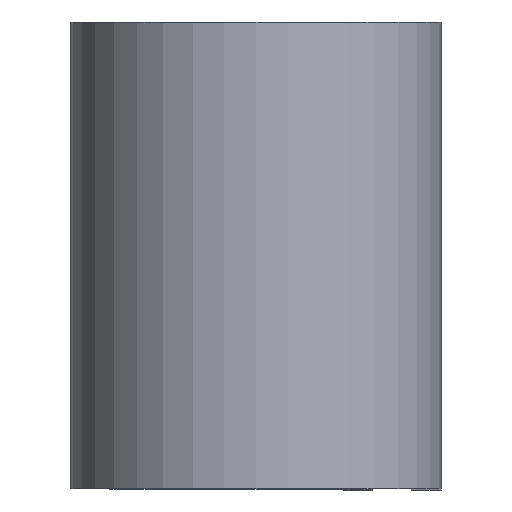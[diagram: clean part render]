
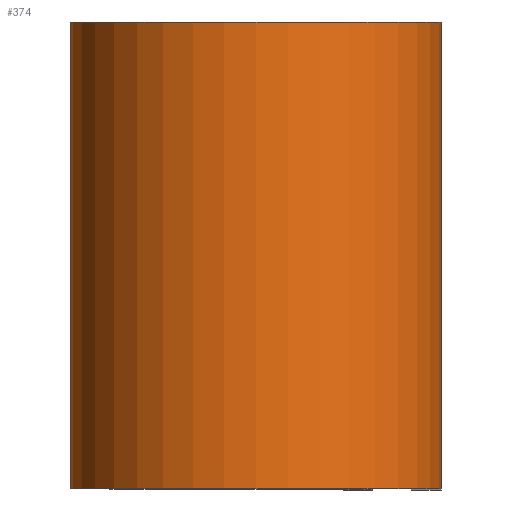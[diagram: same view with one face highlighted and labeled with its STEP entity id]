
A CAD part, top view. The second image highlights one B-rep face of the part: STEP entity #374.
In plain terms, the highlighted cylindrical face has radius 7.569 mm (diameter 15.138 mm), a partial arc.
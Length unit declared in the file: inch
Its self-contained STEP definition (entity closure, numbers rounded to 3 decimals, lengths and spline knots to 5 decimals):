
#4 = EDGE_CURVE ( 'NONE', #529, #66, #418, .T. ) ;
#24 = CARTESIAN_POINT ( 'NONE',  ( 0., 0.375, -0.298 ) ) ;
#32 = EDGE_CURVE ( 'NONE', #529, #544, #383, .T. ) ;
#33 = AXIS2_PLACEMENT_3D ( 'NONE', #549, #95, #62 ) ;
#61 = DIRECTION ( 'NONE',  ( 0., -1., 0. ) ) ;
#62 = DIRECTION ( 'NONE',  ( 0., 0., -1. ) ) ;
#66 = VERTEX_POINT ( 'NONE', #494 ) ;
#78 = LINE ( 'NONE', #589, #597 ) ;
#92 = CARTESIAN_POINT ( 'NONE',  ( 0.298, 0.375, 0. ) ) ;
#95 = DIRECTION ( 'NONE',  ( 0., -1., 0. ) ) ;
#110 = DIRECTION ( 'NONE',  ( 0., 1., 0. ) ) ;
#150 = ORIENTED_EDGE ( 'NONE', *, *, #4, .T. ) ;
#163 = DIRECTION ( 'NONE',  ( 1., 0., 0. ) ) ;
#175 = FACE_OUTER_BOUND ( 'NONE', #230, .T. ) ;
#183 = CIRCLE ( 'NONE', #507, 0.298 ) ;
#214 = CARTESIAN_POINT ( 'NONE',  ( 0., -0.375, 0. ) ) ;
#230 = EDGE_LOOP ( 'NONE', ( #497, #323, #266, #150 ) ) ;
#237 = CARTESIAN_POINT ( 'NONE',  ( 0., 0.375, -0.298 ) ) ;
#243 = CARTESIAN_POINT ( 'NONE',  ( 0., 0.375, 0. ) ) ;
#244 = CARTESIAN_POINT ( 'NONE',  ( 0.298, -0.375, 0. ) ) ;
#245 = DIRECTION ( 'NONE',  ( 0., 1., 0. ) ) ;
#249 = DIRECTION ( 'NONE',  ( 1., 0., 0. ) ) ;
#263 = EDGE_CURVE ( 'NONE', #66, #538, #183, .T. ) ;
#264 = EDGE_CURVE ( 'NONE', #544, #538, #78, .T. ) ;
#266 = ORIENTED_EDGE ( 'NONE', *, *, #32, .F. ) ;
#323 = ORIENTED_EDGE ( 'NONE', *, *, #264, .F. ) ;
#327 = AXIS2_PLACEMENT_3D ( 'NONE', #243, #245, #249 ) ;
#374 = ADVANCED_FACE ( 'NONE', ( #175 ), #509, .T. ) ;
#383 = CIRCLE ( 'NONE', #327, 0.298 ) ;
#414 = VECTOR ( 'NONE', #61, 39.37008 ) ;
#418 = LINE ( 'NONE', #24, #414 ) ;
#494 = CARTESIAN_POINT ( 'NONE',  ( 0., -0.375, -0.298 ) ) ;
#497 = ORIENTED_EDGE ( 'NONE', *, *, #263, .T. ) ;
#507 = AXIS2_PLACEMENT_3D ( 'NONE', #214, #110, #163 ) ;
#509 = CYLINDRICAL_SURFACE ( 'NONE', #33, 0.298 ) ;
#529 = VERTEX_POINT ( 'NONE', #237 ) ;
#538 = VERTEX_POINT ( 'NONE', #244 ) ;
#544 = VERTEX_POINT ( 'NONE', #92 ) ;
#549 = CARTESIAN_POINT ( 'NONE',  ( 0., 0.375, 0. ) ) ;
#589 = CARTESIAN_POINT ( 'NONE',  ( 0.298, 0.375, 0. ) ) ;
#597 = VECTOR ( 'NONE', #613, 39.37008 ) ;
#613 = DIRECTION ( 'NONE',  ( 0., -1., 0. ) ) ;
